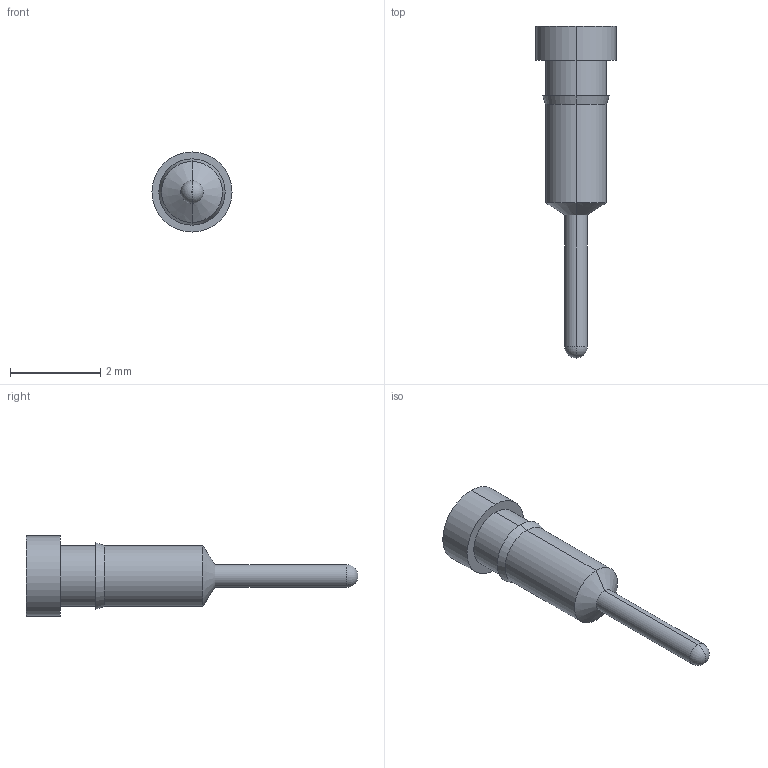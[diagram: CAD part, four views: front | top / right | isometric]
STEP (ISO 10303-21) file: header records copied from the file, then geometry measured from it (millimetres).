
FILE_DESCRIPTION (( 'STEP AP214' ), '1' );
FILE_NAME ('IF-PI-7.37-1.78.STEP', '2020-06-04T06:48:32', ( '' ), ( '' ), 'SwSTEP 2.0', 'SolidWorks 2020', '' );
FILE_SCHEMA (( 'AUTOMOTIVE_DESIGN' ));
Length unit declared in the file: millimetre
Products named in the file (1): IF-PI-7.37-1.78
Bounding box: 1.78 x 7.37 x 1.78 mm (x, y, z)
Volume: 7.3 mm3; surface area: 28.1 mm2
Topology: 1 solids, 1 shells, 18 faces, 34 edges, 20 vertices
Faces by surface type: cylinder 8, cone 4, plane 4, torus 2
Entity records: 490 total; most frequent: DIRECTION 94, CARTESIAN_POINT 73, ORIENTED_EDGE 68, AXIS2_PLACEMENT_3D 41, EDGE_CURVE 34, CIRCLE 22, EDGE_LOOP 20, VERTEX_POINT 20
